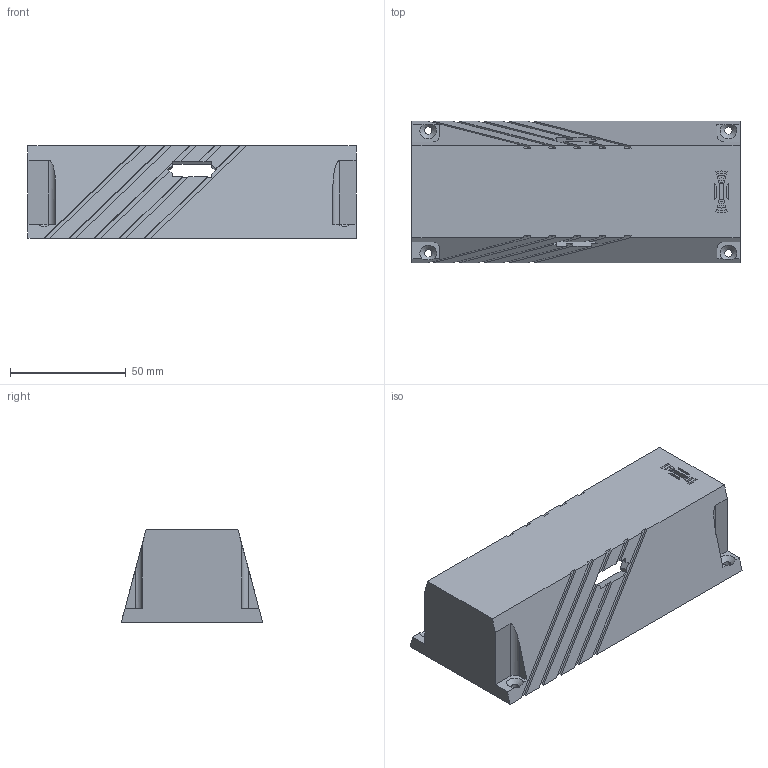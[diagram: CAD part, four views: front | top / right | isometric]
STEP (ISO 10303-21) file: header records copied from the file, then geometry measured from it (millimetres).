
FILE_DESCRIPTION(('STEP AP203'), '1');
FILE_NAME('TopShell', '', ('UNSPECIFIED'), ('UNSPECIFIED'), 'C3D Converter', 'C3D Toolkit', '');
FILE_SCHEMA(('CONFIG_CONTROL_DESIGN'));
Length unit declared in the file: millimetre
Bounding box: 141.5 x 61 x 40 mm (x, y, z)
Volume: 85184.4 mm3; surface area: 41228.7 mm2
Topology: 2 solids, 2 shells, 180 faces, 524 edges, 348 vertices
Faces by surface type: plane 148, cylinder 20, bspline 8, cone 4
Full cylindrical faces by diameter (mm): 3.2 x4
Entity records: 6527 total; most frequent: CARTESIAN_POINT 1736, ORIENTED_EDGE 1032, DIRECTION 892, EDGE_CURVE 516, LINE 454, VECTOR 454, VERTEX_POINT 348, AXIS2_PLACEMENT_3D 219
